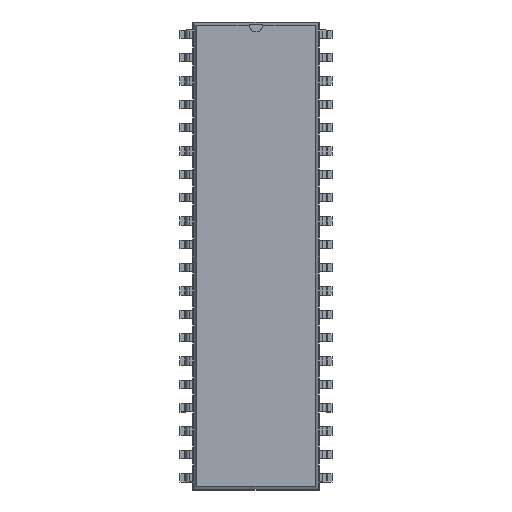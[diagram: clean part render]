
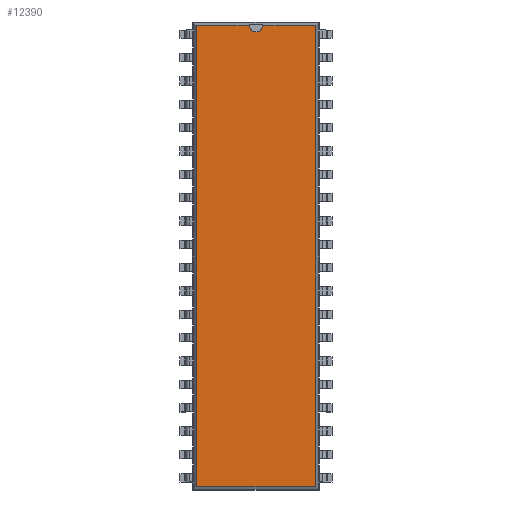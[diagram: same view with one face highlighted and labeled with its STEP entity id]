
A CAD part, top view. The second image highlights one B-rep face of the part: STEP entity #12390.
In plain terms, the highlighted planar face has unit normal (0, 0, 1).
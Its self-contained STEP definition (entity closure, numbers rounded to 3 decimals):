
#27=VECTOR('',#28,1.);
#28=DIRECTION('',(0.,1.,0.));
#34=VECTOR('',#35,1.);
#35=DIRECTION('',(-1.,0.,0.));
#41=VECTOR('',#42,1.);
#42=DIRECTION('',(0.,-1.,0.));
#46=VECTOR('',#47,1.);
#47=DIRECTION('',(1.,0.,0.));
#50=DIRECTION('',(0.,0.,-1.));
#2165=DIRECTION('',(0.,0.,-1.));
#8294=VERTEX_POINT('',#8295);
#8295=CARTESIAN_POINT('',(6.471,25.061,3.68));
#8297=ORIENTED_EDGE('',*,*,#8298,.F.);
#8298=EDGE_CURVE('',#8299,#8294,#8301,.T.);
#8299=VERTEX_POINT('',#8300);
#8300=CARTESIAN_POINT('',(6.471,-25.061,3.68));
#8301=LINE('',#8300,#27);
#10292=VERTEX_POINT('',#10293);
#10293=CARTESIAN_POINT('',(-6.471,25.061,3.68));
#10295=ORIENTED_EDGE('',*,*,#10296,.F.);
#10296=EDGE_CURVE('',#10297,#10292,#10299,.T.);
#10297=VERTEX_POINT('',#10298);
#10298=CARTESIAN_POINT('',(-0.746,25.061,3.68));
#10299=LINE('',#8295,#34);
#10318=VERTEX_POINT('',#10319);
#10319=CARTESIAN_POINT('',(0.746,25.061,3.68));
#10325=ORIENTED_EDGE('',*,*,#10326,.F.);
#10326=EDGE_CURVE('',#8294,#10318,#10299,.T.);
#10394=VERTEX_POINT('',#10395);
#10395=CARTESIAN_POINT('',(-6.471,-25.061,3.68));
#10397=ORIENTED_EDGE('',*,*,#10398,.F.);
#10398=EDGE_CURVE('',#10292,#10394,#10399,.T.);
#10399=LINE('',#10293,#41);
#12385=ORIENTED_EDGE('',*,*,#12386,.F.);
#12386=EDGE_CURVE('',#10394,#8299,#12387,.T.);
#12387=LINE('',#10395,#46);
#12390=ADVANCED_FACE('',(#12391),#12402,.F.);
#12391=FACE_BOUND('',#12392,.F.);
#12392=EDGE_LOOP('',(#8297,#12385,#10397,#10295,#12393,#12400,#10325));
#12393=ORIENTED_EDGE('',*,*,#12394,.F.);
#12394=EDGE_CURVE('',#12395,#10297,#12397,.T.);
#12395=VERTEX_POINT('',#12396);
#12396=CARTESIAN_POINT('',(0.,24.386,3.68));
#12397=CIRCLE('',#12398,0.75);
#12398=AXIS2_PLACEMENT_3D('',#12399,#2165,#42);
#12399=CARTESIAN_POINT('',(0.,25.136,3.68));
#12400=ORIENTED_EDGE('',*,*,#12401,.F.);
#12401=EDGE_CURVE('',#10318,#12395,#12397,.T.);
#12402=PLANE('',#12403);
#12403=AXIS2_PLACEMENT_3D('',#8300,#50,#12404);
#12404=DIRECTION('',(-0.25,0.968,0.));
